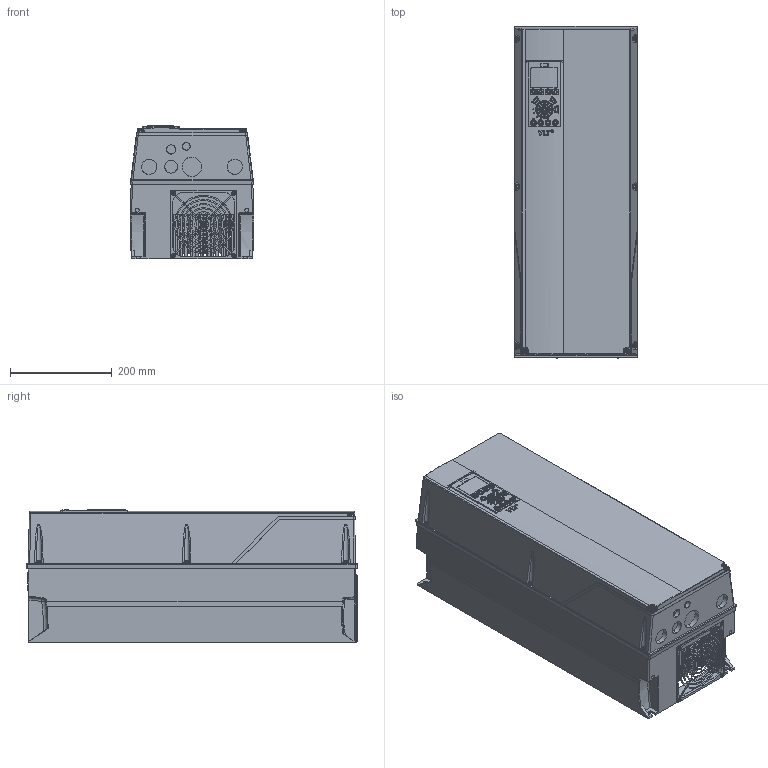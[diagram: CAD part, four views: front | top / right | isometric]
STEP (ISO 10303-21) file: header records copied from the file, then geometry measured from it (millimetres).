
FILE_DESCRIPTION((''),'2;1');
FILE_NAME('PRT0002','2019-09-12T',('U322080'),(''),'CREO PARAMETRIC BY PTC INC, 2018070','CREO PARAMETRIC BY PTC INC, 2018070','');
FILE_SCHEMA(('CONFIG_CONTROL_DESIGN'));
Products named in the file (1): PRT0002
Bounding box: 242 x 650.75 x 261.19 mm (x, y, z)
Volume: 31393422.5 mm3; surface area: 2321210.6 mm2
Topology: 1 solids, 25 shells, 1866 faces, 5092 edges, 3294 vertices
Faces by surface type: plane 589, cylinder 586, bspline 478, torus 179, extrusion 24, cone 6, sphere 4
Entity records: 99205 total; most frequent: CARTESIAN_POINT 46986, ORIENTED_EDGE 10176, DIRECTION 6444, EDGE_CURVE 5088, VERTEX_POINT 3294, B_SPLINE_CURVE_WITH_KNOTS 2370, AXIS2_PLACEMENT_3D 2314, EDGE_LOOP 2002
